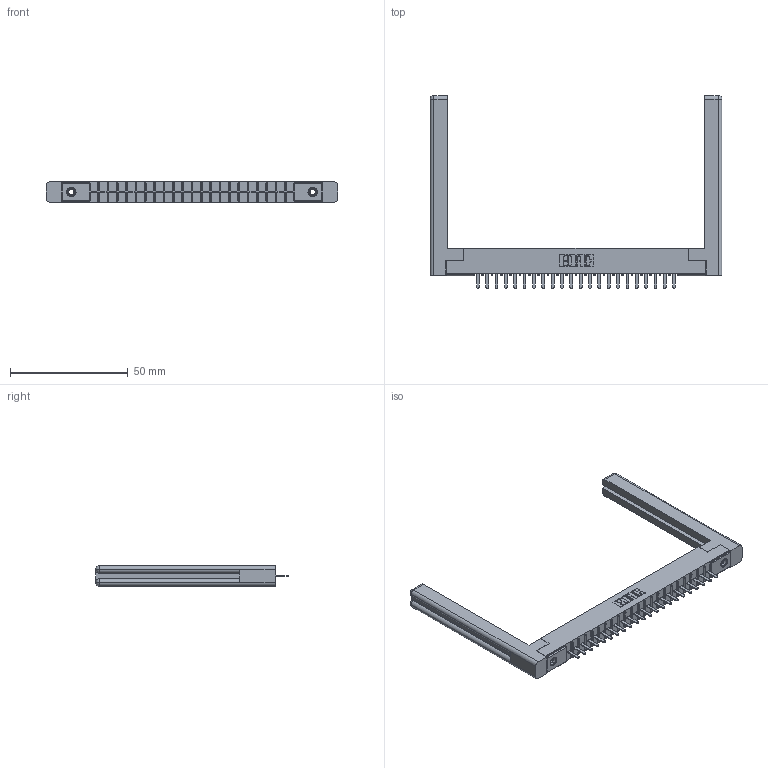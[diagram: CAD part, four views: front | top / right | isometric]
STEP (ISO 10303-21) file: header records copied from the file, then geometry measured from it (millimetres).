
FILE_DESCRIPTION (( 'STEP AP203' ), '1' );
FILE_NAME ('356-022-420-158.STEP', '2020-09-23T15:26:17', ( '' ), ( '' ), 'SwSTEP 2.0', 'SolidWorks 2020', '' );
FILE_SCHEMA (( 'CONFIG_CONTROL_DESIGN' ));
Length unit declared in the file: inch
Products named in the file (5): 307-220-058; 345-250-001_345-250-001-102; 306-290-001_120; 306 Part_.156 Dia; 356-022-420-158
Assembly tree (27 placements, depth 2):
  356-022-420-158
    306 Part_.156 Dia
    306-290-001_120  x22
    345-250-001_345-250-001-102  x2
    307-220-058  x2
Bounding box: 123.8 x 81.76 x 8.71 mm (x, y, z)
Volume: 16112.1 mm3; surface area: 17819.7 mm2
Topology: 27 solids, 27 shells, 1798 faces, 5004 edges, 3204 vertices
Faces by surface type: plane 1186, cylinder 500, sphere 88, cone 12, torus 12
Entity records: 25696 total; most frequent: CARTESIAN_POINT 4320, ORIENTED_EDGE 4222, DIRECTION 4217, EDGE_CURVE 2111, LINE 1635, VECTOR 1635, VERTEX_POINT 1340, AXIS2_PLACEMENT_3D 1291
